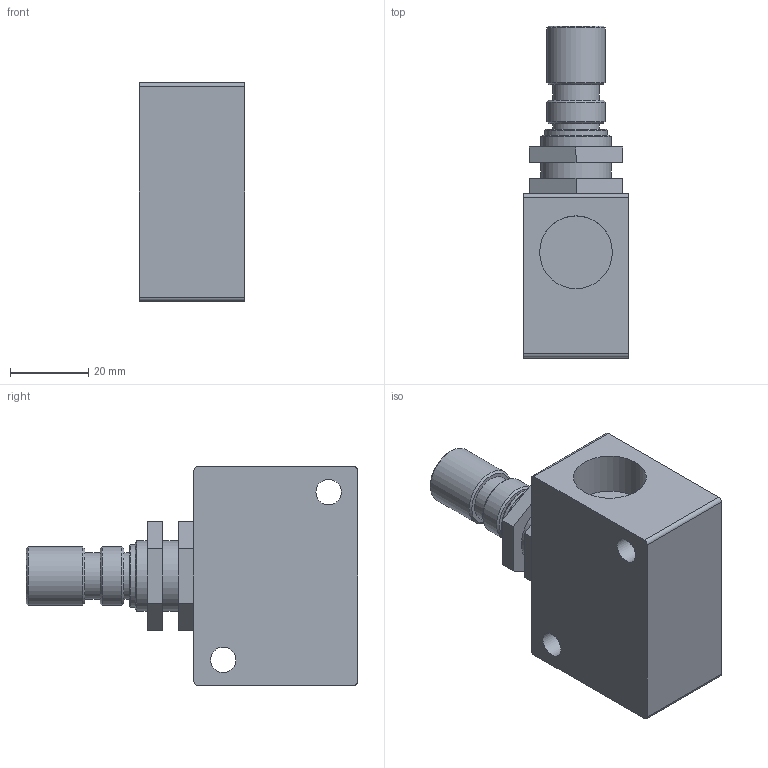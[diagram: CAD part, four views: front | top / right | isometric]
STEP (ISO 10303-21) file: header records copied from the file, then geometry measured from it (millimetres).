
FILE_DESCRIPTION (( 'STEP AP214' ), '1' );
FILE_NAME ('DR-10_Airtec.step', '2018-11-27T15:39:57', ( '' ), ( '' ), 'SwSTEP 2.0', 'SolidWorks 2010', '' );
FILE_SCHEMA (( 'AUTOMOTIVE_DESIGN' ));
Length unit declared in the file: millimetre
Products named in the file (1): DR-10_Airtec
Bounding box: 27 x 85 x 56 mm (x, y, z)
Volume: 66071.2 mm3; surface area: 15209.6 mm2
Topology: 1 solids, 1 shells, 50 faces, 110 edges, 73 vertices
Faces by surface type: plane 29, cylinder 15, cone 6
Full cylindrical faces by diameter (mm): 6.5 x2, 12 x2, 15 x2, 16 x1, 18 x2, 18.631 x2
Entity records: 1294 total; most frequent: DIRECTION 226, CARTESIAN_POINT 207, ORIENTED_EDGE 176, EDGE_CURVE 88, AXIS2_PLACEMENT_3D 87, EDGE_LOOP 82, VERTEX_POINT 68, FACE_OUTER_BOUND 61
